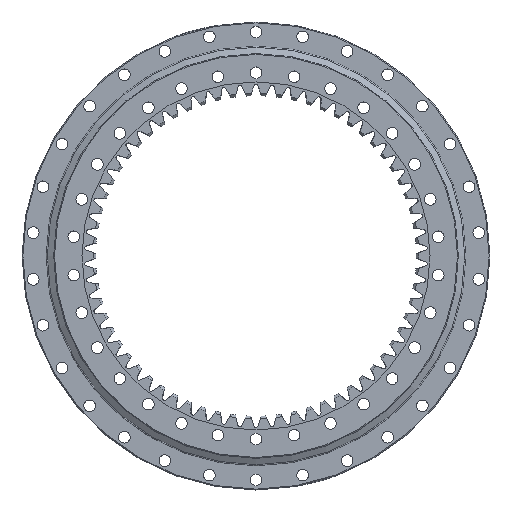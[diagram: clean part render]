
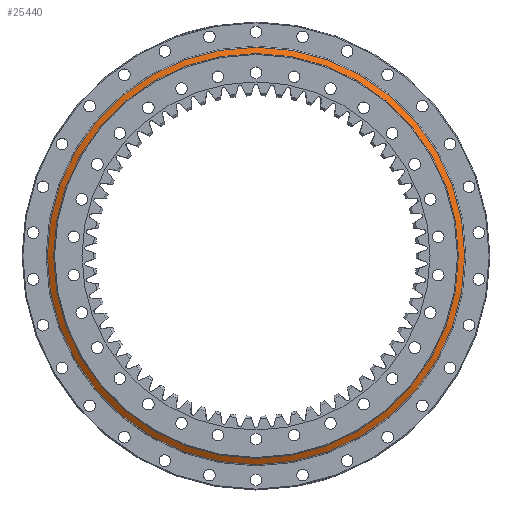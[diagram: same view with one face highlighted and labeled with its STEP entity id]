
A CAD part, top view. The second image highlights one B-rep face of the part: STEP entity #25440.
In plain terms, the highlighted conical face has half-angle 58.57 degrees and reference radius 243 mm.
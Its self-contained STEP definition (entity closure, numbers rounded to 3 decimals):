
#589 = FACE_BOUND ( 'NONE', #1383, .T. ) ;
#1383 = EDGE_LOOP ( 'NONE', ( #5181 ) ) ;
#1583 = EDGE_CURVE ( 'NONE', #21236, #21236, #4757, .T. ) ;
#2915 = DIRECTION ( 'NONE',  ( 0., -1., 0. ) ) ;
#3477 = AXIS2_PLACEMENT_3D ( 'NONE', #4287, #11689, #21278 ) ;
#3609 = CONICAL_SURFACE ( 'NONE', #20951, 243., 1.022 ) ;
#4287 = CARTESIAN_POINT ( 'NONE',  ( 236., -2.61, 0. ) ) ;
#4757 = CIRCLE ( 'NONE', #12054, 243. ) ;
#5123 = CARTESIAN_POINT ( 'NONE',  ( 236., 2., 0. ) ) ;
#5181 = ORIENTED_EDGE ( 'NONE', *, *, #1583, .T. ) ;
#7187 = DIRECTION ( 'NONE',  ( 0., 0., -1. ) ) ;
#10806 = EDGE_LOOP ( 'NONE', ( #14504 ) ) ;
#11689 = DIRECTION ( 'NONE',  ( 0., -1., 0. ) ) ;
#12054 = AXIS2_PLACEMENT_3D ( 'NONE', #18878, #21211, #7187 ) ;
#13144 = EDGE_CURVE ( 'NONE', #26864, #26864, #30479, .T. ) ;
#14504 = ORIENTED_EDGE ( 'NONE', *, *, #13144, .F. ) ;
#18878 = CARTESIAN_POINT ( 'NONE',  ( 236., 2., 0. ) ) ;
#20951 = AXIS2_PLACEMENT_3D ( 'NONE', #5123, #2915, #29474 ) ;
#21211 = DIRECTION ( 'NONE',  ( 0., -1., 0. ) ) ;
#21236 = VERTEX_POINT ( 'NONE', #30124 ) ;
#21278 = DIRECTION ( 'NONE',  ( 0., 0., -1. ) ) ;
#25440 = ADVANCED_FACE ( 'NONE', ( #27739, #589 ), #3609, .T. ) ;
#25792 = CARTESIAN_POINT ( 'NONE',  ( 236., -2.61, -250.544 ) ) ;
#26864 = VERTEX_POINT ( 'NONE', #25792 ) ;
#27739 = FACE_OUTER_BOUND ( 'NONE', #10806, .T. ) ;
#29474 = DIRECTION ( 'NONE',  ( 0., 0., -1. ) ) ;
#30124 = CARTESIAN_POINT ( 'NONE',  ( 236., 2., -243. ) ) ;
#30479 = CIRCLE ( 'NONE', #3477, 250.544 ) ;
